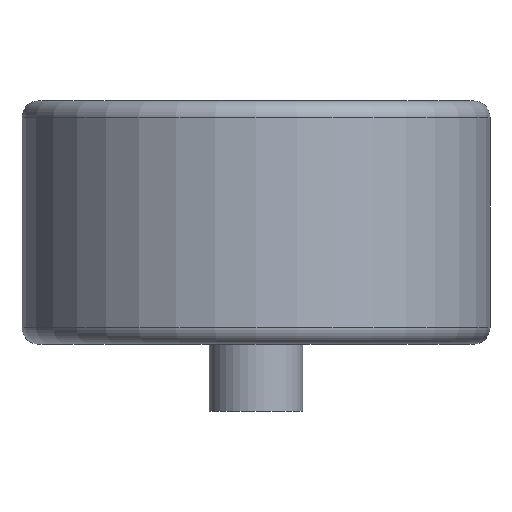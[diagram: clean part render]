
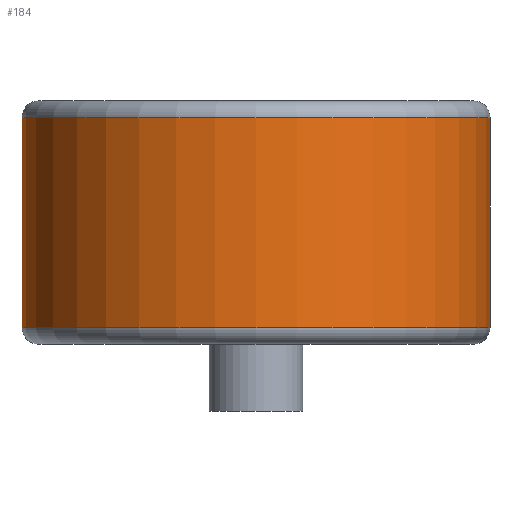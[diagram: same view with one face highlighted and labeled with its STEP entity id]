
A CAD part, front view. The second image highlights one B-rep face of the part: STEP entity #184.
In plain terms, the highlighted cylindrical face has radius 700 mm (diameter 1400 mm), a partial arc.
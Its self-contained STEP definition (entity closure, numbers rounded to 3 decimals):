
#25 = ORIENTED_EDGE ( 'NONE', *, *, #502, .T. ) ;
#34 = VECTOR ( 'NONE', #195, 1000. ) ;
#49 = LINE ( 'NONE', #530, #34 ) ;
#50 = VERTEX_POINT ( 'NONE', #224 ) ;
#60 = CARTESIAN_POINT ( 'NONE',  ( 700., 0., 678. ) ) ;
#67 = CIRCLE ( 'NONE', #147, 700. ) ;
#89 = EDGE_CURVE ( 'NONE', #279, #232, #67, .T. ) ;
#147 = AXIS2_PLACEMENT_3D ( 'NONE', #445, #290, #246 ) ;
#166 = CARTESIAN_POINT ( 'NONE',  ( 0., 0., 728. ) ) ;
#171 = ORIENTED_EDGE ( 'NONE', *, *, #375, .F. ) ;
#179 = LINE ( 'NONE', #315, #341 ) ;
#184 = ADVANCED_FACE ( 'NONE', ( #380 ), #463, .T. ) ;
#185 = CARTESIAN_POINT ( 'NONE',  ( -700., 0., 678. ) ) ;
#195 = DIRECTION ( 'NONE',  ( 0., 0., -1. ) ) ;
#220 = ORIENTED_EDGE ( 'NONE', *, *, #89, .T. ) ;
#224 = CARTESIAN_POINT ( 'NONE',  ( 700., 0., 50. ) ) ;
#232 = VERTEX_POINT ( 'NONE', #185 ) ;
#241 = DIRECTION ( 'NONE',  ( 0., 0., 1. ) ) ;
#246 = DIRECTION ( 'NONE',  ( 1., 0., 0. ) ) ;
#279 = VERTEX_POINT ( 'NONE', #60 ) ;
#281 = AXIS2_PLACEMENT_3D ( 'NONE', #485, #241, #437 ) ;
#282 = CARTESIAN_POINT ( 'NONE',  ( -700., 0., 50. ) ) ;
#290 = DIRECTION ( 'NONE',  ( 0., 0., -1. ) ) ;
#302 = DIRECTION ( 'NONE',  ( -1., 0., 0. ) ) ;
#315 = CARTESIAN_POINT ( 'NONE',  ( -700., 0., 728. ) ) ;
#328 = EDGE_CURVE ( 'NONE', #434, #50, #526, .T. ) ;
#341 = VECTOR ( 'NONE', #471, 1000. ) ;
#342 = ORIENTED_EDGE ( 'NONE', *, *, #328, .T. ) ;
#371 = AXIS2_PLACEMENT_3D ( 'NONE', #166, #500, #302 ) ;
#375 = EDGE_CURVE ( 'NONE', #279, #50, #49, .T. ) ;
#377 = EDGE_LOOP ( 'NONE', ( #171, #220, #25, #342 ) ) ;
#380 = FACE_OUTER_BOUND ( 'NONE', #377, .T. ) ;
#434 = VERTEX_POINT ( 'NONE', #282 ) ;
#437 = DIRECTION ( 'NONE',  ( 1., 0., 0. ) ) ;
#445 = CARTESIAN_POINT ( 'NONE',  ( 0., 0., 678. ) ) ;
#463 = CYLINDRICAL_SURFACE ( 'NONE', #371, 700. ) ;
#471 = DIRECTION ( 'NONE',  ( 0., 0., -1. ) ) ;
#485 = CARTESIAN_POINT ( 'NONE',  ( 0., 0., 50. ) ) ;
#500 = DIRECTION ( 'NONE',  ( 0., 0., -1. ) ) ;
#502 = EDGE_CURVE ( 'NONE', #232, #434, #179, .T. ) ;
#526 = CIRCLE ( 'NONE', #281, 700. ) ;
#530 = CARTESIAN_POINT ( 'NONE',  ( 700., 0., 728. ) ) ;
